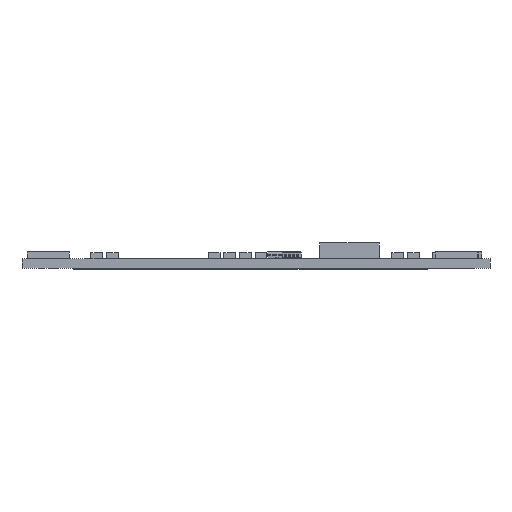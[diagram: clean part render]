
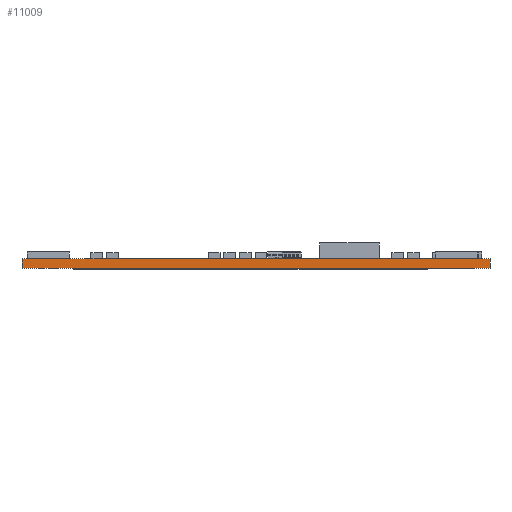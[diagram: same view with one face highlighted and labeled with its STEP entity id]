
A CAD part, front view. The second image highlights one B-rep face of the part: STEP entity #11009.
In plain terms, the highlighted planar face has unit normal (0, -1, 0).
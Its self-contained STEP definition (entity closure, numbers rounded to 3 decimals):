
#930=PLANE('',#12301);
#1433=FACE_OUTER_BOUND('',#1981,.T.);
#1981=EDGE_LOOP('',(#8203,#8204,#8205,#8206));
#2930=LINE('',#17375,#3869);
#2931=LINE('',#17378,#3870);
#2932=LINE('',#17380,#3871);
#2933=LINE('',#17381,#3872);
#3869=VECTOR('',#14289,10.);
#3870=VECTOR('',#14292,10.);
#3871=VECTOR('',#14293,10.);
#3872=VECTOR('',#14294,10.);
#5452=VERTEX_POINT('',#17371);
#5453=VERTEX_POINT('',#17373);
#5454=VERTEX_POINT('',#17377);
#5455=VERTEX_POINT('',#17379);
#6588=EDGE_CURVE('',#5452,#5453,#2930,.T.);
#6589=EDGE_CURVE('',#5454,#5452,#2931,.T.);
#6590=EDGE_CURVE('',#5455,#5453,#2932,.T.);
#6591=EDGE_CURVE('',#5454,#5455,#2933,.T.);
#8203=ORIENTED_EDGE('',*,*,#6589,.T.);
#8204=ORIENTED_EDGE('',*,*,#6588,.T.);
#8205=ORIENTED_EDGE('',*,*,#6590,.F.);
#8206=ORIENTED_EDGE('',*,*,#6591,.F.);
#11009=ADVANCED_FACE('',(#1433),#930,.T.);
#12301=AXIS2_PLACEMENT_3D('',#17376,#14290,#14291);
#14289=DIRECTION('',(0.,0.,1.));
#14290=DIRECTION('center_axis',(0.,-1.,0.));
#14291=DIRECTION('ref_axis',(1.,0.,0.));
#14292=DIRECTION('',(1.,0.,0.));
#14293=DIRECTION('',(1.,0.,0.));
#14294=DIRECTION('',(0.,0.,1.));
#17371=CARTESIAN_POINT('',(93.,13.93,0.));
#17373=CARTESIAN_POINT('',(93.,13.93,1.586));
#17375=CARTESIAN_POINT('',(93.,13.93,0.));
#17376=CARTESIAN_POINT('Origin',(17.,13.93,0.));
#17377=CARTESIAN_POINT('',(17.,13.93,0.));
#17378=CARTESIAN_POINT('',(17.,13.93,0.));
#17379=CARTESIAN_POINT('',(17.,13.93,1.586));
#17380=CARTESIAN_POINT('',(17.,13.93,1.586));
#17381=CARTESIAN_POINT('',(17.,13.93,0.));
